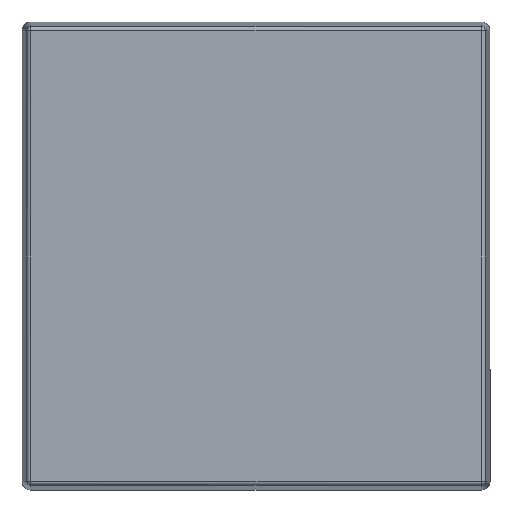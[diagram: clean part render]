
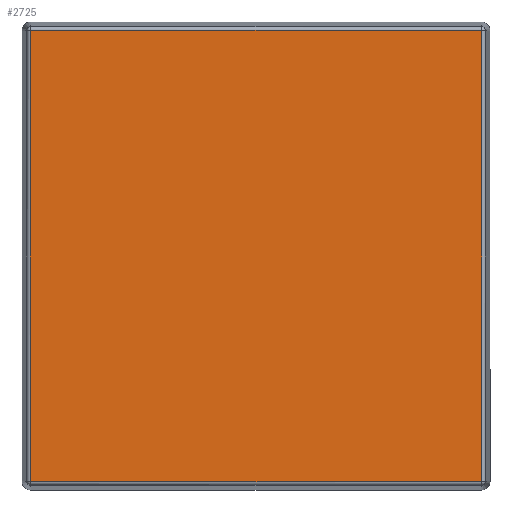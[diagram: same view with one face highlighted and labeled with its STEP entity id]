
A CAD part, front view. The second image highlights one B-rep face of the part: STEP entity #2725.
In plain terms, the highlighted planar face has unit normal (0, -1, 0).
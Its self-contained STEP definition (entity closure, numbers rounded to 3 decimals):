
#110 = CARTESIAN_POINT ( 'NONE',  ( 120.62, -95.433, 120.8 ) ) ;
#127 = CARTESIAN_POINT ( 'NONE',  ( -120.8, -95.433, -120.68 ) ) ;
#234 = ORIENTED_EDGE ( 'NONE', *, *, #22300, .F. ) ;
#477 = LINE ( 'NONE', #18395, #18349 ) ;
#695 =( BOUNDED_CURVE ( )  B_SPLINE_CURVE ( 3, ( #1393, #3692, #24707, #10764 ),
 .UNSPECIFIED., .F., .F. ) 
 B_SPLINE_CURVE_WITH_KNOTS ( ( 4, 4 ),
 ( 0., 1. ),
 .UNSPECIFIED. ) 
 CURVE ( )  GEOMETRIC_REPRESENTATION_ITEM ( )  RATIONAL_B_SPLINE_CURVE ( ( 0.5, 0.5, 0.667, 1. ) ) 
 REPRESENTATION_ITEM ( '' )  );
#1188 = DIRECTION ( 'NONE',  ( -1., 0., 0. ) ) ;
#1190 = VERTEX_POINT ( 'NONE', #3036 ) ;
#1219 = CARTESIAN_POINT ( 'NONE',  ( -120.8, -95.433, -120.44 ) ) ;
#1314 = CARTESIAN_POINT ( 'NONE',  ( -120.44, -95.433, -120.44 ) ) ;
#1393 = CARTESIAN_POINT ( 'NONE',  ( -120.8, -95.433, 120.44 ) ) ;
#2564 = CARTESIAN_POINT ( 'NONE',  ( 120.8, -95.433, 120.44 ) ) ;
#2725 = ADVANCED_FACE ( 'NONE', ( #3884 ), #8234, .F. ) ;
#2750 = CARTESIAN_POINT ( 'NONE',  ( 120.62, -95.433, -120.8 ) ) ;
#3036 = CARTESIAN_POINT ( 'NONE',  ( -120.8, -95.433, -120.44 ) ) ;
#3507 = CARTESIAN_POINT ( 'NONE',  ( -120.44, -95.433, -120.8 ) ) ;
#3618 = DIRECTION ( 'NONE',  ( 0., 0., 1. ) ) ;
#3692 = CARTESIAN_POINT ( 'NONE',  ( -120.8, -95.433, 120.68 ) ) ;
#3884 = FACE_OUTER_BOUND ( 'NONE', #11701, .T. ) ;
#4429 = DIRECTION ( 'NONE',  ( 1., 0., 0. ) ) ;
#4484 = VERTEX_POINT ( 'NONE', #19617 ) ;
#4633 = CARTESIAN_POINT ( 'NONE',  ( 120.8, -95.433, -120.44 ) ) ;
#4724 = CARTESIAN_POINT ( 'NONE',  ( -120.44, -95.433, 120.8 ) ) ;
#4994 =( BOUNDED_CURVE ( )  B_SPLINE_CURVE ( 3, ( #28144, #110, #16557, #2564 ),
 .UNSPECIFIED., .F., .F. ) 
 B_SPLINE_CURVE_WITH_KNOTS ( ( 4, 4 ),
 ( 0., 1. ),
 .UNSPECIFIED. ) 
 CURVE ( )  GEOMETRIC_REPRESENTATION_ITEM ( )  RATIONAL_B_SPLINE_CURVE ( ( 1., 0.667, 0.5, 0.5 ) ) 
 REPRESENTATION_ITEM ( '' )  );
#6048 = EDGE_CURVE ( 'NONE', #8928, #18551, #7441, .T. ) ;
#6937 = EDGE_CURVE ( 'NONE', #18551, #4484, #15175, .T. ) ;
#7441 = LINE ( 'NONE', #17096, #19110 ) ;
#7778 = VERTEX_POINT ( 'NONE', #4724 ) ;
#8234 = PLANE ( 'NONE',  #11649 ) ;
#8706 = CARTESIAN_POINT ( 'NONE',  ( -120.44, -95.433, -120.8 ) ) ;
#8928 = VERTEX_POINT ( 'NONE', #12295 ) ;
#9033 = CARTESIAN_POINT ( 'NONE',  ( -120.8, -95.433, 120.44 ) ) ;
#10674 = ORIENTED_EDGE ( 'NONE', *, *, #17927, .F. ) ;
#10764 = CARTESIAN_POINT ( 'NONE',  ( -120.44, -95.433, 120.8 ) ) ;
#11649 = AXIS2_PLACEMENT_3D ( 'NONE', #1314, #17620, #3618 ) ;
#11701 = EDGE_LOOP ( 'NONE', ( #20480, #16027, #12696, #27932, #13177, #24202, #10674, #234 ) ) ;
#11759 = CARTESIAN_POINT ( 'NONE',  ( -120.62, -95.433, -120.8 ) ) ;
#12073 = LINE ( 'NONE', #1219, #18274 ) ;
#12295 = CARTESIAN_POINT ( 'NONE',  ( 120.8, -95.433, 120.44 ) ) ;
#12394 =( BOUNDED_CURVE ( )  B_SPLINE_CURVE ( 3, ( #28069, #11759, #127, #16479 ),
 .UNSPECIFIED., .F., .F. ) 
 B_SPLINE_CURVE_WITH_KNOTS ( ( 4, 4 ),
 ( 0., 1. ),
 .UNSPECIFIED. ) 
 CURVE ( )  GEOMETRIC_REPRESENTATION_ITEM ( )  RATIONAL_B_SPLINE_CURVE ( ( 1., 0.667, 0.5, 0.5 ) ) 
 REPRESENTATION_ITEM ( '' )  );
#12641 = DIRECTION ( 'NONE',  ( 0., 0., 1. ) ) ;
#12696 = ORIENTED_EDGE ( 'NONE', *, *, #6048, .F. ) ;
#13177 = ORIENTED_EDGE ( 'NONE', *, *, #29282, .F. ) ;
#14367 = CARTESIAN_POINT ( 'NONE',  ( 120.8, -95.433, -120.44 ) ) ;
#15175 =( BOUNDED_CURVE ( )  B_SPLINE_CURVE ( 3, ( #14367, #28340, #2750, #19061 ),
 .UNSPECIFIED., .F., .F. ) 
 B_SPLINE_CURVE_WITH_KNOTS ( ( 4, 4 ),
 ( 0., 1. ),
 .UNSPECIFIED. ) 
 CURVE ( )  GEOMETRIC_REPRESENTATION_ITEM ( )  RATIONAL_B_SPLINE_CURVE ( ( 0.5, 0.5, 0.667, 1. ) ) 
 REPRESENTATION_ITEM ( '' )  );
#16027 = ORIENTED_EDGE ( 'NONE', *, *, #6937, .F. ) ;
#16154 = VECTOR ( 'NONE', #1188, 1000. ) ;
#16274 = EDGE_CURVE ( 'NONE', #4484, #22161, #29264, .T. ) ;
#16479 = CARTESIAN_POINT ( 'NONE',  ( -120.8, -95.433, -120.44 ) ) ;
#16557 = CARTESIAN_POINT ( 'NONE',  ( 120.8, -95.433, 120.68 ) ) ;
#17096 = CARTESIAN_POINT ( 'NONE',  ( 120.8, -95.433, -120.44 ) ) ;
#17620 = DIRECTION ( 'NONE',  ( 0., 1., 0. ) ) ;
#17927 = EDGE_CURVE ( 'NONE', #1190, #24855, #12073, .T. ) ;
#18274 = VECTOR ( 'NONE', #12641, 1000. ) ;
#18349 = VECTOR ( 'NONE', #4429, 1000. ) ;
#18395 = CARTESIAN_POINT ( 'NONE',  ( -120.44, -95.433, 120.8 ) ) ;
#18551 = VERTEX_POINT ( 'NONE', #4633 ) ;
#19061 = CARTESIAN_POINT ( 'NONE',  ( 120.44, -95.433, -120.8 ) ) ;
#19110 = VECTOR ( 'NONE', #19427, 1000. ) ;
#19427 = DIRECTION ( 'NONE',  ( 0., 0., -1. ) ) ;
#19617 = CARTESIAN_POINT ( 'NONE',  ( 120.44, -95.433, -120.8 ) ) ;
#20379 = CARTESIAN_POINT ( 'NONE',  ( 120.44, -95.433, 120.8 ) ) ;
#20480 = ORIENTED_EDGE ( 'NONE', *, *, #16274, .F. ) ;
#22161 = VERTEX_POINT ( 'NONE', #8706 ) ;
#22300 = EDGE_CURVE ( 'NONE', #22161, #1190, #12394, .T. ) ;
#22549 = VERTEX_POINT ( 'NONE', #20379 ) ;
#24202 = ORIENTED_EDGE ( 'NONE', *, *, #26297, .F. ) ;
#24215 = EDGE_CURVE ( 'NONE', #22549, #8928, #4994, .T. ) ;
#24707 = CARTESIAN_POINT ( 'NONE',  ( -120.62, -95.433, 120.8 ) ) ;
#24855 = VERTEX_POINT ( 'NONE', #9033 ) ;
#26297 = EDGE_CURVE ( 'NONE', #24855, #7778, #695, .T. ) ;
#27932 = ORIENTED_EDGE ( 'NONE', *, *, #24215, .F. ) ;
#28069 = CARTESIAN_POINT ( 'NONE',  ( -120.44, -95.433, -120.8 ) ) ;
#28144 = CARTESIAN_POINT ( 'NONE',  ( 120.44, -95.433, 120.8 ) ) ;
#28340 = CARTESIAN_POINT ( 'NONE',  ( 120.8, -95.433, -120.68 ) ) ;
#29264 = LINE ( 'NONE', #3507, #16154 ) ;
#29282 = EDGE_CURVE ( 'NONE', #7778, #22549, #477, .T. ) ;
